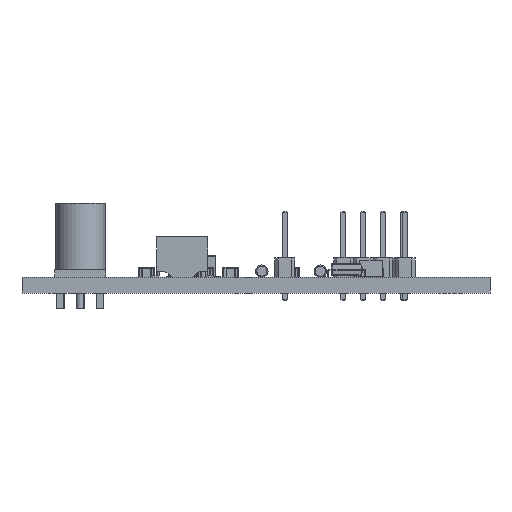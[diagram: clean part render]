
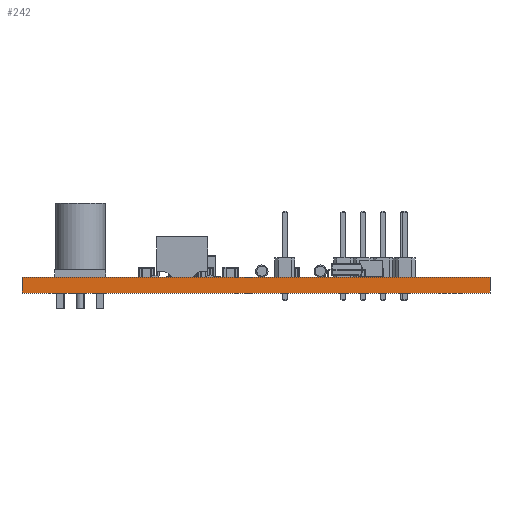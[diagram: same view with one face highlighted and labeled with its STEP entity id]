
A CAD part, front view. The second image highlights one B-rep face of the part: STEP entity #242.
In plain terms, the highlighted planar face has unit normal (0, -1, 0).
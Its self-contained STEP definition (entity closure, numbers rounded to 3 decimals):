
#144 = EDGE_CURVE('',#145,#147,#149,.T.);
#145 = VERTEX_POINT('',#146);
#146 = CARTESIAN_POINT('',(0.127,0.127,-2.));
#147 = VERTEX_POINT('',#148);
#148 = CARTESIAN_POINT('',(0.127,0.127,0.));
#149 = LINE('',#150,#151);
#150 = CARTESIAN_POINT('',(0.127,0.127,-2.));
#151 = VECTOR('',#152,1.);
#152 = DIRECTION('',(0.,0.,1.));
#217 = VERTEX_POINT('',#218);
#218 = CARTESIAN_POINT('',(60.127,0.127,0.));
#224 = EDGE_CURVE('',#225,#217,#227,.T.);
#225 = VERTEX_POINT('',#226);
#226 = CARTESIAN_POINT('',(60.127,0.127,-2.));
#227 = LINE('',#228,#229);
#228 = CARTESIAN_POINT('',(60.127,0.127,-2.));
#229 = VECTOR('',#230,1.);
#230 = DIRECTION('',(0.,0.,1.));
#242 = ADVANCED_FACE('',(#243),#259,.T.);
#243 = FACE_BOUND('',#244,.T.);
#244 = EDGE_LOOP('',(#245,#246,#252,#253));
#245 = ORIENTED_EDGE('',*,*,#224,.T.);
#246 = ORIENTED_EDGE('',*,*,#247,.T.);
#247 = EDGE_CURVE('',#217,#147,#248,.T.);
#248 = LINE('',#249,#250);
#249 = CARTESIAN_POINT('',(60.127,0.127,0.));
#250 = VECTOR('',#251,1.);
#251 = DIRECTION('',(-1.,0.,0.));
#252 = ORIENTED_EDGE('',*,*,#144,.F.);
#253 = ORIENTED_EDGE('',*,*,#254,.F.);
#254 = EDGE_CURVE('',#225,#145,#255,.T.);
#255 = LINE('',#256,#257);
#256 = CARTESIAN_POINT('',(60.127,0.127,-2.));
#257 = VECTOR('',#258,1.);
#258 = DIRECTION('',(-1.,0.,0.));
#259 = PLANE('',#260);
#260 = AXIS2_PLACEMENT_3D('',#261,#262,#263);
#261 = CARTESIAN_POINT('',(60.127,0.127,-2.));
#262 = DIRECTION('',(0.,-1.,0.));
#263 = DIRECTION('',(-1.,0.,0.));
